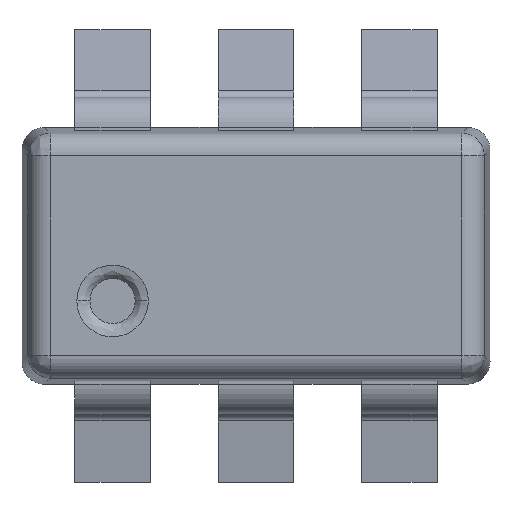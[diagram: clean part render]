
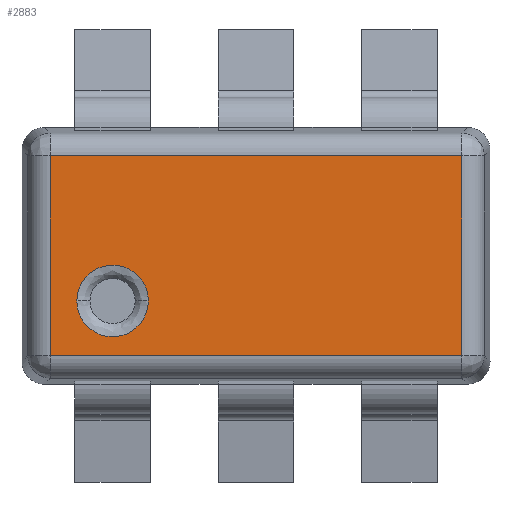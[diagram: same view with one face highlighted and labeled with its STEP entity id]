
A CAD part, top view. The second image highlights one B-rep face of the part: STEP entity #2883.
In plain terms, the highlighted planar face has unit normal (0, 0, 1).
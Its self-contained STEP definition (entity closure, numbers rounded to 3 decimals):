
#4 = CARTESIAN_POINT ( 'NONE',  ( -0.886, -0.53, 1.4 ) ) ;
#7 = VERTEX_POINT ( 'NONE', #1217 ) ;
#22 = CARTESIAN_POINT ( 'NONE',  ( -1.162, -0.178, 1.4 ) ) ;
#52 = ORIENTED_EDGE ( 'NONE', *, *, #1993, .T. ) ;
#95 = CARTESIAN_POINT ( 'NONE',  ( -0.738, -0.177, 1.4 ) ) ;
#110 = DIRECTION ( 'NONE',  ( 0., 0., 1. ) ) ;
#134 = ORIENTED_EDGE ( 'NONE', *, *, #3062, .T. ) ;
#145 = FACE_BOUND ( 'NONE', #1443, .T. ) ;
#193 = CARTESIAN_POINT ( 'NONE',  ( -0.805, -0.111, 1.4 ) ) ;
#273 = CARTESIAN_POINT ( 'NONE',  ( -0.982, -0.537, 1.4 ) ) ;
#420 = CARTESIAN_POINT ( 'NONE',  ( 0., -0.662, 1.4 ) ) ;
#512 = CARTESIAN_POINT ( 'NONE',  ( -0.713, -0.3, 1.4 ) ) ;
#529 = CARTESIAN_POINT ( 'NONE',  ( -1.068, -0.508, 1.4 ) ) ;
#531 = VERTEX_POINT ( 'NONE', #2283 ) ;
#540 = CARTESIAN_POINT ( 'NONE',  ( -0.982, -0.064, 1.4 ) ) ;
#545 = CARTESIAN_POINT ( 'NONE',  ( -1.014, -0.07, 1.4 ) ) ;
#581 = VERTEX_POINT ( 'NONE', #1921 ) ;
#591 = CARTESIAN_POINT ( 'NONE',  ( -0.888, -0.069, 1.4 ) ) ;
#605 = CARTESIAN_POINT ( 'NONE',  ( -0.918, -0.063, 1.4 ) ) ;
#609 = B_SPLINE_CURVE_WITH_KNOTS ( 'NONE', 3,
 ( #932, #1653, #22, #3073, #2993, #545, #540, #605, #591, #2826, #193, #95, #3128, #2911 ),
 .UNSPECIFIED., .F., .F.,
 ( 4, 2, 2, 2, 2, 2, 4 ),
 ( 0., 0.25, 0.375, 0.5, 0.625, 0.75, 1. ),
 .UNSPECIFIED. ) ;
#622 = LINE ( 'NONE', #420, #2432 ) ;
#742 = ORIENTED_EDGE ( 'NONE', *, *, #940, .T. ) ;
#795 = CARTESIAN_POINT ( 'NONE',  ( -1.162, -0.423, 1.4 ) ) ;
#833 = CARTESIAN_POINT ( 'NONE',  ( -1.362, 0.662, 1.4 ) ) ;
#924 = CARTESIAN_POINT ( 'NONE',  ( 1.362, 0., 1.4 ) ) ;
#932 = CARTESIAN_POINT ( 'NONE',  ( -1.187, -0.3, 1.4 ) ) ;
#940 = EDGE_CURVE ( 'NONE', #1315, #1502, #2391, .T. ) ;
#979 = CARTESIAN_POINT ( 'NONE',  ( -1.362, 0., 1.4 ) ) ;
#1046 = CARTESIAN_POINT ( 'NONE',  ( -1.187, -0.3, 1.4 ) ) ;
#1217 = CARTESIAN_POINT ( 'NONE',  ( -1.187, -0.3, 1.4 ) ) ;
#1272 = CARTESIAN_POINT ( 'NONE',  ( -0.738, -0.422, 1.4 ) ) ;
#1290 = AXIS2_PLACEMENT_3D ( 'NONE', #3086, #110, #1840 ) ;
#1315 = VERTEX_POINT ( 'NONE', #2493 ) ;
#1355 = PLANE ( 'NONE',  #1290 ) ;
#1361 = B_SPLINE_CURVE_WITH_KNOTS ( 'NONE', 3,
 ( #512, #2491, #1272, #2990, #1507, #4, #1758, #273, #1988, #529, #2241, #795, #2500, #1046 ),
 .UNSPECIFIED., .F., .F.,
 ( 4, 2, 2, 2, 2, 2, 4 ),
 ( 0., 0.25, 0.375, 0.5, 0.625, 0.75, 1. ),
 .UNSPECIFIED. ) ;
#1416 = DIRECTION ( 'NONE',  ( 1., 0., 0. ) ) ;
#1443 = EDGE_LOOP ( 'NONE', ( #2247, #2894 ) ) ;
#1502 = VERTEX_POINT ( 'NONE', #833 ) ;
#1507 = CARTESIAN_POINT ( 'NONE',  ( -0.83, -0.507, 1.4 ) ) ;
#1653 = CARTESIAN_POINT ( 'NONE',  ( -1.186, -0.234, 1.4 ) ) ;
#1758 = CARTESIAN_POINT ( 'NONE',  ( -0.918, -0.536, 1.4 ) ) ;
#1840 = DIRECTION ( 'NONE',  ( 1., 0., 0. ) ) ;
#1847 = EDGE_CURVE ( 'NONE', #7, #581, #609, .T. ) ;
#1917 = ORIENTED_EDGE ( 'NONE', *, *, #1952, .T. ) ;
#1921 = CARTESIAN_POINT ( 'NONE',  ( -0.713, -0.3, 1.4 ) ) ;
#1952 = EDGE_CURVE ( 'NONE', #531, #1315, #2889, .T. ) ;
#1988 = CARTESIAN_POINT ( 'NONE',  ( -1.012, -0.531, 1.4 ) ) ;
#1993 = EDGE_CURVE ( 'NONE', #2982, #531, #622, .T. ) ;
#2018 = EDGE_LOOP ( 'NONE', ( #134, #52, #1917, #742 ) ) ;
#2241 = CARTESIAN_POINT ( 'NONE',  ( -1.095, -0.489, 1.4 ) ) ;
#2247 = ORIENTED_EDGE ( 'NONE', *, *, #2790, .T. ) ;
#2283 = CARTESIAN_POINT ( 'NONE',  ( 1.362, -0.662, 1.4 ) ) ;
#2357 = LINE ( 'NONE', #979, #2779 ) ;
#2391 = LINE ( 'NONE', #3118, #2503 ) ;
#2429 = DIRECTION ( 'NONE',  ( 0., -1., 0. ) ) ;
#2432 = VECTOR ( 'NONE', #1416, 1000. ) ;
#2481 = FACE_OUTER_BOUND ( 'NONE', #2018, .T. ) ;
#2491 = CARTESIAN_POINT ( 'NONE',  ( -0.714, -0.366, 1.4 ) ) ;
#2493 = CARTESIAN_POINT ( 'NONE',  ( 1.362, 0.662, 1.4 ) ) ;
#2500 = CARTESIAN_POINT ( 'NONE',  ( -1.186, -0.367, 1.4 ) ) ;
#2503 = VECTOR ( 'NONE', #3174, 1000. ) ;
#2678 = VECTOR ( 'NONE', #2875, 1000. ) ;
#2779 = VECTOR ( 'NONE', #2429, 1000. ) ;
#2790 = EDGE_CURVE ( 'NONE', #581, #7, #1361, .T. ) ;
#2826 = CARTESIAN_POINT ( 'NONE',  ( -0.832, -0.092, 1.4 ) ) ;
#2875 = DIRECTION ( 'NONE',  ( 0., 1., 0. ) ) ;
#2879 = CARTESIAN_POINT ( 'NONE',  ( -1.362, -0.662, 1.4 ) ) ;
#2883 = ADVANCED_FACE ( 'NONE', ( #2481, #145 ), #1355, .T. ) ;
#2889 = LINE ( 'NONE', #924, #2678 ) ;
#2894 = ORIENTED_EDGE ( 'NONE', *, *, #1847, .T. ) ;
#2911 = CARTESIAN_POINT ( 'NONE',  ( -0.713, -0.3, 1.4 ) ) ;
#2982 = VERTEX_POINT ( 'NONE', #2879 ) ;
#2990 = CARTESIAN_POINT ( 'NONE',  ( -0.805, -0.49, 1.4 ) ) ;
#2993 = CARTESIAN_POINT ( 'NONE',  ( -1.07, -0.093, 1.4 ) ) ;
#3062 = EDGE_CURVE ( 'NONE', #1502, #2982, #2357, .T. ) ;
#3073 = CARTESIAN_POINT ( 'NONE',  ( -1.095, -0.11, 1.4 ) ) ;
#3086 = CARTESIAN_POINT ( 'NONE',  ( 0., 0., 1.4 ) ) ;
#3118 = CARTESIAN_POINT ( 'NONE',  ( 0., 0.662, 1.4 ) ) ;
#3128 = CARTESIAN_POINT ( 'NONE',  ( -0.714, -0.233, 1.4 ) ) ;
#3174 = DIRECTION ( 'NONE',  ( -1., 0., 0. ) ) ;
